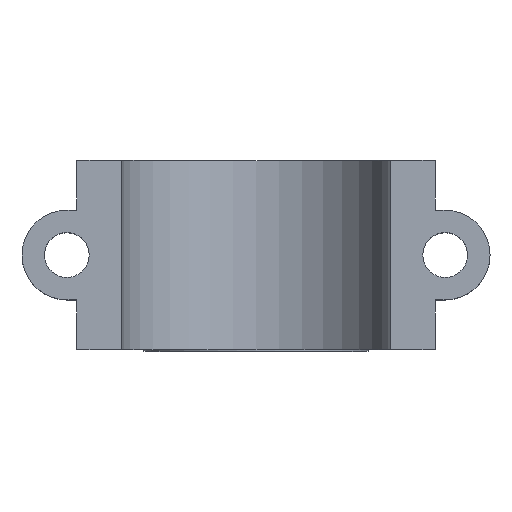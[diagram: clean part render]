
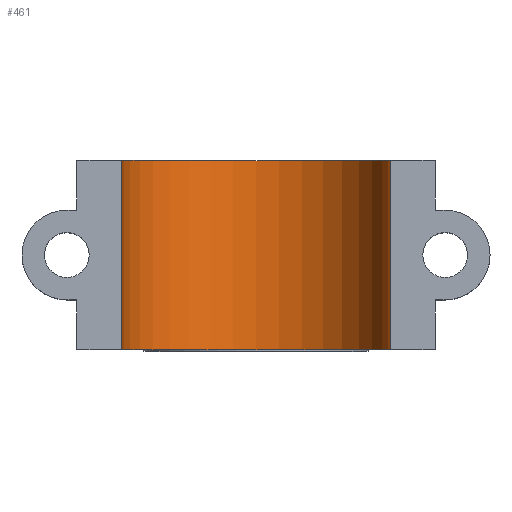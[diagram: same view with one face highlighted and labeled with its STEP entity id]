
A CAD part, top view. The second image highlights one B-rep face of the part: STEP entity #461.
In plain terms, the highlighted cylindrical face has radius 27 mm (diameter 54 mm), a partial arc.
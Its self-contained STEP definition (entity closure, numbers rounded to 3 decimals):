
#196 = DIRECTION ( 'NONE',  ( 0., -1., 0. ) ) ;
#461 = ADVANCED_FACE ( 'NONE', ( #18240 ), #12425, .F. ) ;
#671 = DIRECTION ( 'NONE',  ( 0., 0., 1. ) ) ;
#677 = CARTESIAN_POINT ( 'NONE',  ( -27., 19., 210.2 ) ) ;
#761 = CARTESIAN_POINT ( 'NONE',  ( 0., -19., 210.2 ) ) ;
#1100 = DIRECTION ( 'NONE',  ( 0., -1., 0. ) ) ;
#1723 = AXIS2_PLACEMENT_3D ( 'NONE', #9479, #1100, #13642 ) ;
#2166 = AXIS2_PLACEMENT_3D ( 'NONE', #761, #3729, #671 ) ;
#2461 = CIRCLE ( 'NONE', #2166, 27. ) ;
#2845 = VERTEX_POINT ( 'NONE', #8924 ) ;
#3729 = DIRECTION ( 'NONE',  ( 0., -1., 0. ) ) ;
#5901 = CARTESIAN_POINT ( 'NONE',  ( -27., 19., 210.2 ) ) ;
#6603 = VERTEX_POINT ( 'NONE', #677 ) ;
#7247 = ORIENTED_EDGE ( 'NONE', *, *, #15728, .T. ) ;
#7448 = VECTOR ( 'NONE', #196, 1000. ) ;
#8063 = ORIENTED_EDGE ( 'NONE', *, *, #9105, .F. ) ;
#8687 = CARTESIAN_POINT ( 'NONE',  ( -27., -19., 210.2 ) ) ;
#8924 = CARTESIAN_POINT ( 'NONE',  ( 27., -19., 210.2 ) ) ;
#9105 = EDGE_CURVE ( 'NONE', #6603, #17932, #9708, .T. ) ;
#9479 = CARTESIAN_POINT ( 'NONE',  ( 0., 19., 210.2 ) ) ;
#9708 = CIRCLE ( 'NONE', #11785, 27. ) ;
#10959 = VECTOR ( 'NONE', #12612, 1000. ) ;
#11040 = DIRECTION ( 'NONE',  ( 0., -1., 0. ) ) ;
#11785 = AXIS2_PLACEMENT_3D ( 'NONE', #15183, #11040, #18047 ) ;
#11944 = CARTESIAN_POINT ( 'NONE',  ( 27., 19., 210.2 ) ) ;
#12425 = CYLINDRICAL_SURFACE ( 'NONE', #1723, 27. ) ;
#12612 = DIRECTION ( 'NONE',  ( 0., -1., 0. ) ) ;
#13642 = DIRECTION ( 'NONE',  ( 0., 0., -1. ) ) ;
#13820 = ORIENTED_EDGE ( 'NONE', *, *, #16358, .T. ) ;
#14870 = VERTEX_POINT ( 'NONE', #8687 ) ;
#15183 = CARTESIAN_POINT ( 'NONE',  ( 0., 19., 210.2 ) ) ;
#15466 = LINE ( 'NONE', #5901, #10959 ) ;
#15728 = EDGE_CURVE ( 'NONE', #14870, #2845, #2461, .T. ) ;
#16101 = EDGE_CURVE ( 'NONE', #17932, #2845, #16884, .T. ) ;
#16358 = EDGE_CURVE ( 'NONE', #6603, #14870, #15466, .T. ) ;
#16884 = LINE ( 'NONE', #17071, #7448 ) ;
#17071 = CARTESIAN_POINT ( 'NONE',  ( 27., 19., 210.2 ) ) ;
#17791 = EDGE_LOOP ( 'NONE', ( #7247, #18235, #8063, #13820 ) ) ;
#17932 = VERTEX_POINT ( 'NONE', #11944 ) ;
#18047 = DIRECTION ( 'NONE',  ( 0., 0., 1. ) ) ;
#18235 = ORIENTED_EDGE ( 'NONE', *, *, #16101, .F. ) ;
#18240 = FACE_OUTER_BOUND ( 'NONE', #17791, .T. ) ;
